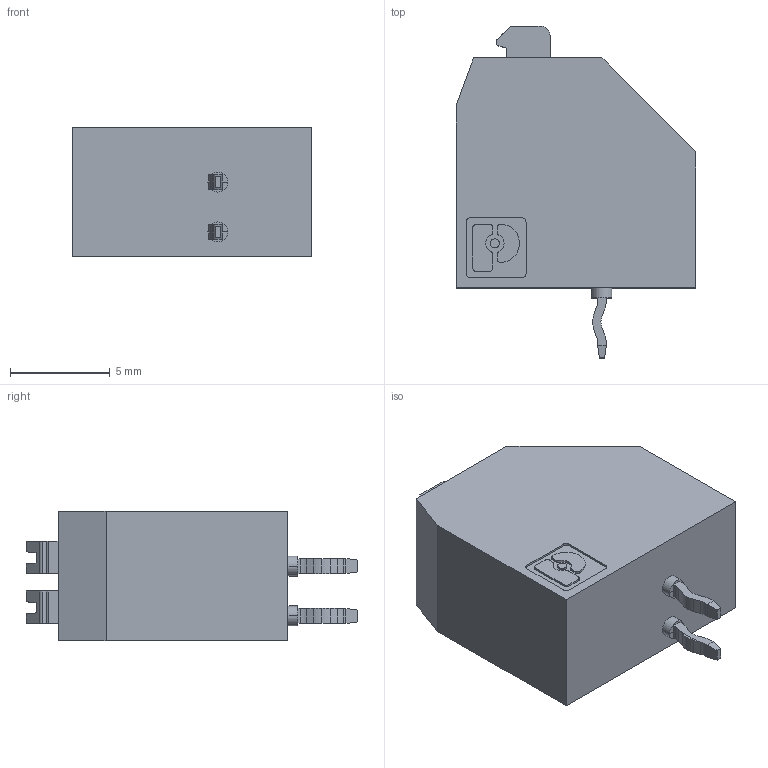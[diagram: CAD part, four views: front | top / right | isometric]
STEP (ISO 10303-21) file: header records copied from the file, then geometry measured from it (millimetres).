
FILE_DESCRIPTION(('STEP AP242'),'1');
FILE_NAME('1989748.stp','2021-12-07T17:41:24',('TraceParts'),('TraceParts S.A.'),'Spatial InterOp 3D',' ',' ');
FILE_SCHEMA(('AP242_MANAGED_MODEL_BASED_3D_ENGINEERING_MIM_LF {1 0 10303 442 1 1 4}'));
Length unit declared in the file: millimetre
Products named in the file (1): 1989748
Bounding box: 12 x 16.6 x 6.5 mm (x, y, z)
Volume: 769.8 mm3; surface area: 679.4 mm2
Topology: 1 solids, 1 shells, 191 faces, 516 edges, 335 vertices
Faces by surface type: plane 127, cylinder 60, cone 4
Entity records: 7872 total; most frequent: CARTESIAN_POINT 1415, ORIENTED_EDGE 1032, DIRECTION 1030, EDGE_CURVE 516, LINE 370, VECTOR 370, VERTEX_POINT 335, AXIS2_PLACEMENT_3D 330
